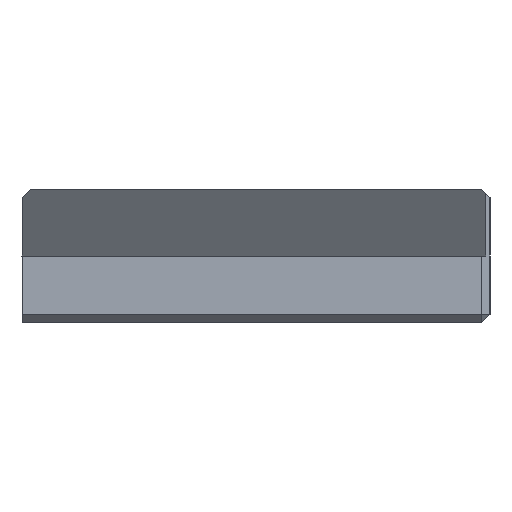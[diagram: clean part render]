
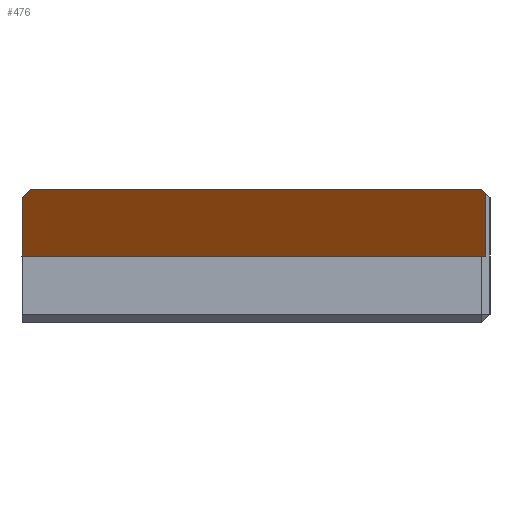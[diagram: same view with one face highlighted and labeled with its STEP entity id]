
A CAD part, left-side view. The second image highlights one B-rep face of the part: STEP entity #476.
In plain terms, the highlighted planar face has unit normal (-0.707, 0.707, 0).
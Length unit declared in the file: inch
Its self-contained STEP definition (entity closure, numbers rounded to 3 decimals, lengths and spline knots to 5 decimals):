
#37=PLANE('',#524);
#65=FACE_OUTER_BOUND('',#93,.T.);
#93=EDGE_LOOP('',(#407,#408,#409,#410,#411,#412));
#114=LINE('',#700,#171);
#123=LINE('',#718,#180);
#125=LINE('',#722,#182);
#143=LINE('',#758,#200);
#152=LINE('',#775,#209);
#154=LINE('',#778,#211);
#171=VECTOR('',#576,0.3937);
#180=VECTOR('',#589,0.3937);
#182=VECTOR('',#593,0.3937);
#200=VECTOR('',#623,0.3937);
#209=VECTOR('',#638,0.3937);
#211=VECTOR('',#642,0.3937);
#234=VERTEX_POINT('',#698);
#235=VERTEX_POINT('',#699);
#242=VERTEX_POINT('',#717);
#243=VERTEX_POINT('',#721);
#255=VERTEX_POINT('',#757);
#260=VERTEX_POINT('',#774);
#280=EDGE_CURVE('',#234,#235,#114,.T.);
#289=EDGE_CURVE('',#235,#242,#123,.T.);
#291=EDGE_CURVE('',#242,#243,#125,.T.);
#309=EDGE_CURVE('',#243,#255,#143,.T.);
#318=EDGE_CURVE('',#260,#255,#152,.T.);
#320=EDGE_CURVE('',#260,#234,#154,.T.);
#407=ORIENTED_EDGE('',*,*,#280,.F.);
#408=ORIENTED_EDGE('',*,*,#320,.F.);
#409=ORIENTED_EDGE('',*,*,#318,.T.);
#410=ORIENTED_EDGE('',*,*,#309,.F.);
#411=ORIENTED_EDGE('',*,*,#291,.F.);
#412=ORIENTED_EDGE('',*,*,#289,.F.);
#476=ADVANCED_FACE('',(#65),#37,.F.);
#524=AXIS2_PLACEMENT_3D('',#777,#640,#641);
#576=DIRECTION('',(-0.577,-0.577,0.577));
#589=DIRECTION('',(-0.707,-0.707,0.));
#593=DIRECTION('',(-0.577,-0.577,-0.577));
#623=DIRECTION('',(0.,0.,-1.));
#638=DIRECTION('',(-0.707,-0.707,0.));
#640=DIRECTION('center_axis',(0.707,-0.707,0.));
#641=DIRECTION('ref_axis',(-0.707,-0.707,0.));
#642=DIRECTION('',(0.,0.,1.));
#698=CARTESIAN_POINT('',(-20.5,1.75,0.9375));
#699=CARTESIAN_POINT('',(-20.5625,1.6875,1.));
#700=CARTESIAN_POINT('',(-15.10417,7.14583,-4.45833));
#717=CARTESIAN_POINT('',(-23.9375,-1.6875,1.));
#718=CARTESIAN_POINT('',(-15.8125,6.4375,1.));
#721=CARTESIAN_POINT('',(-23.96875,-1.71875,0.96875));
#722=CARTESIAN_POINT('',(-20.8125,1.4375,4.125));
#757=CARTESIAN_POINT('',(-23.96875,-1.71875,0.5));
#758=CARTESIAN_POINT('',(-23.96875,-1.71875,0.5));
#774=CARTESIAN_POINT('',(-20.5,1.75,0.5));
#775=CARTESIAN_POINT('',(-24.,-1.75,0.5));
#777=CARTESIAN_POINT('Origin',(-20.5,1.75,1.));
#778=CARTESIAN_POINT('',(-20.5,1.75,0.5));
